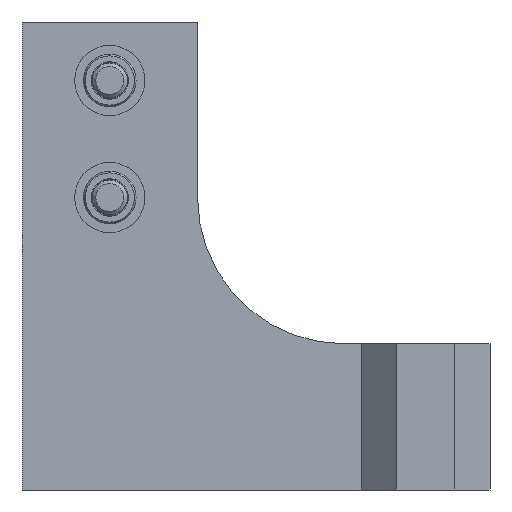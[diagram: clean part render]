
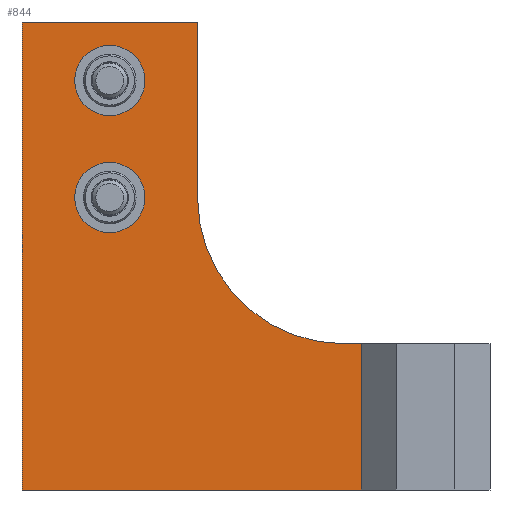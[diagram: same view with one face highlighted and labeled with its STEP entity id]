
A CAD part, front view. The second image highlights one B-rep face of the part: STEP entity #844.
In plain terms, the highlighted planar face has unit normal (0, -1, 0).
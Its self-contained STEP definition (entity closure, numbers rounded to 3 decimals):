
#96=LINE('',#1373,#148);
#99=LINE('',#1383,#151);
#100=LINE('',#1385,#152);
#101=LINE('',#1387,#153);
#102=LINE('',#1389,#154);
#103=LINE('',#1391,#155);
#148=VECTOR('',#1088,1000.);
#151=VECTOR('',#1097,1000.);
#152=VECTOR('',#1098,1000.);
#153=VECTOR('',#1099,1000.);
#154=VECTOR('',#1100,1000.);
#155=VECTOR('',#1101,1000.);
#211=ORIENTED_EDGE('',*,*,#412,.F.);
#212=ORIENTED_EDGE('',*,*,#413,.F.);
#213=ORIENTED_EDGE('',*,*,#414,.F.);
#214=ORIENTED_EDGE('',*,*,#409,.T.);
#215=ORIENTED_EDGE('',*,*,#415,.F.);
#216=ORIENTED_EDGE('',*,*,#416,.F.);
#217=ORIENTED_EDGE('',*,*,#417,.T.);
#218=ORIENTED_EDGE('',*,*,#418,.F.);
#219=ORIENTED_EDGE('',*,*,#419,.F.);
#409=EDGE_CURVE('',#508,#509,#96,.T.);
#412=EDGE_CURVE('',#510,#510,#568,.T.);
#413=EDGE_CURVE('',#511,#511,#569,.T.);
#414=EDGE_CURVE('',#508,#512,#99,.T.);
#415=EDGE_CURVE('',#513,#509,#100,.T.);
#416=EDGE_CURVE('',#514,#513,#101,.T.);
#417=EDGE_CURVE('',#514,#515,#102,.T.);
#418=EDGE_CURVE('',#516,#515,#103,.T.);
#419=EDGE_CURVE('',#512,#516,#570,.F.);
#508=VERTEX_POINT('',#1374);
#509=VERTEX_POINT('',#1375);
#510=VERTEX_POINT('',#1380);
#511=VERTEX_POINT('',#1382);
#512=VERTEX_POINT('',#1384);
#513=VERTEX_POINT('',#1386);
#514=VERTEX_POINT('',#1388);
#515=VERTEX_POINT('',#1390);
#516=VERTEX_POINT('',#1392);
#568=CIRCLE('',#948,6.);
#569=CIRCLE('',#949,6.);
#570=CIRCLE('',#950,25.);
#618=EDGE_LOOP('',(#211));
#619=EDGE_LOOP('',(#212));
#620=EDGE_LOOP('',(#213,#214,#215,#216,#217,#218,#219));
#714=FACE_BOUND('',#618,.T.);
#715=FACE_BOUND('',#619,.T.);
#716=FACE_BOUND('',#620,.T.);
#809=PLANE('',#947);
#844=ADVANCED_FACE('',(#714,#715,#716),#809,.F.);
#947=AXIS2_PLACEMENT_3D('',#1378,#1091,#1092);
#948=AXIS2_PLACEMENT_3D('',#1379,#1093,#1094);
#949=AXIS2_PLACEMENT_3D('',#1381,#1095,#1096);
#950=AXIS2_PLACEMENT_3D('',#1393,#1102,#1103);
#1088=DIRECTION('',(-1.,0.,0.));
#1091=DIRECTION('',(0.,1.,0.));
#1092=DIRECTION('',(0.,0.,1.));
#1093=DIRECTION('',(0.,-1.,0.));
#1094=DIRECTION('',(0.,0.,-1.));
#1095=DIRECTION('',(0.,-1.,0.));
#1096=DIRECTION('',(0.,0.,-1.));
#1097=DIRECTION('',(0.,0.,-1.));
#1098=DIRECTION('',(0.,0.,1.));
#1099=DIRECTION('',(-1.,0.,0.));
#1100=DIRECTION('',(0.,0.,1.));
#1101=DIRECTION('',(1.,0.,0.));
#1102=DIRECTION('',(0.,1.,0.));
#1103=DIRECTION('',(0.,0.,1.));
#1373=CARTESIAN_POINT('',(43.,1.,0.));
#1374=CARTESIAN_POINT('',(15.,1.,0.));
#1375=CARTESIAN_POINT('',(-15.,1.,0.));
#1378=CARTESIAN_POINT('',(43.,1.,-80.));
#1379=CARTESIAN_POINT('',(0.,1.,-30.));
#1380=CARTESIAN_POINT('',(0.,1.,-36.));
#1381=CARTESIAN_POINT('',(0.,1.,-10.));
#1382=CARTESIAN_POINT('',(0.,1.,-16.));
#1383=CARTESIAN_POINT('',(15.,1.,-80.));
#1384=CARTESIAN_POINT('',(15.,1.,-30.));
#1385=CARTESIAN_POINT('',(-15.,1.,-80.));
#1386=CARTESIAN_POINT('',(-15.,1.,-80.));
#1387=CARTESIAN_POINT('',(43.,1.,-80.));
#1388=CARTESIAN_POINT('',(43.,1.,-80.));
#1389=CARTESIAN_POINT('',(43.,1.,-80.));
#1390=CARTESIAN_POINT('',(43.,1.,-55.));
#1391=CARTESIAN_POINT('',(43.,1.,-55.));
#1392=CARTESIAN_POINT('',(40.,1.,-55.));
#1393=CARTESIAN_POINT('',(40.,1.,-30.));
